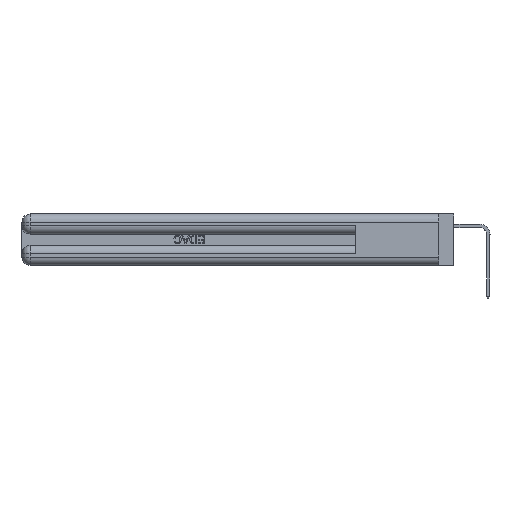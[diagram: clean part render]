
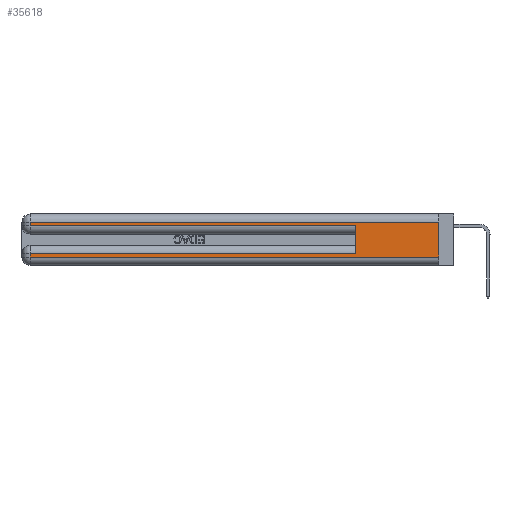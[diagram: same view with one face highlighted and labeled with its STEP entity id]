
A CAD part, left-side view. The second image highlights one B-rep face of the part: STEP entity #35618.
In plain terms, the highlighted planar face has unit normal (-1, 0, 0).
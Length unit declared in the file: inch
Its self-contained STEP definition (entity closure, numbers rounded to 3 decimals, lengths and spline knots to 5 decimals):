
#51 = LINE ( 'NONE', #29405, #47173 ) ;
#259 = AXIS2_PLACEMENT_3D ( 'NONE', #37600, #14908, #41465 ) ;
#876 = CARTESIAN_POINT ( 'NONE',  ( 0., 0., 0.37 ) ) ;
#1980 = LINE ( 'NONE', #33041, #32398 ) ;
#3209 = VERTEX_POINT ( 'NONE', #40047 ) ;
#3541 = CARTESIAN_POINT ( 'NONE',  ( 0., 0.6, 0.085 ) ) ;
#3837 = CARTESIAN_POINT ( 'NONE',  ( 0., 2.94, 0.285 ) ) ;
#4105 = EDGE_CURVE ( 'NONE', #24413, #3209, #16322, .T. ) ;
#6625 = EDGE_CURVE ( 'NONE', #25927, #3209, #16542, .T. ) ;
#6899 = CARTESIAN_POINT ( 'NONE',  ( 0., 2.94, 0.37 ) ) ;
#8182 = FACE_OUTER_BOUND ( 'NONE', #35070, .T. ) ;
#8352 = LINE ( 'NONE', #34097, #46331 ) ;
#8910 = EDGE_CURVE ( 'NONE', #43406, #23589, #1980, .T. ) ;
#10657 = DIRECTION ( 'NONE',  ( 0., 1., 0. ) ) ;
#10739 = DIRECTION ( 'NONE',  ( 0., 0., -1. ) ) ;
#11131 = PLANE ( 'NONE',  #259 ) ;
#12369 = DIRECTION ( 'NONE',  ( 0., 0., -1. ) ) ;
#14908 = DIRECTION ( 'NONE',  ( 1., 0., 0. ) ) ;
#15008 = ORIENTED_EDGE ( 'NONE', *, *, #31469, .T. ) ;
#16322 = LINE ( 'NONE', #876, #45448 ) ;
#16542 = LINE ( 'NONE', #31107, #45672 ) ;
#16815 = ORIENTED_EDGE ( 'NONE', *, *, #48631, .T. ) ;
#17346 = LINE ( 'NONE', #6899, #35149 ) ;
#17770 = ORIENTED_EDGE ( 'NONE', *, *, #6625, .T. ) ;
#17937 = CARTESIAN_POINT ( 'NONE',  ( 0., 0., 0.31 ) ) ;
#19344 = EDGE_CURVE ( 'NONE', #23589, #25927, #8352, .T. ) ;
#21029 = VERTEX_POINT ( 'NONE', #41102 ) ;
#21494 = ORIENTED_EDGE ( 'NONE', *, *, #30824, .T. ) ;
#21581 = EDGE_CURVE ( 'NONE', #43406, #28056, #34767, .T. ) ;
#22202 = CARTESIAN_POINT ( 'NONE',  ( 0., 0.6, 0.285 ) ) ;
#23447 = DIRECTION ( 'NONE',  ( 0., -1., 0. ) ) ;
#23589 = VERTEX_POINT ( 'NONE', #35910 ) ;
#23915 = CARTESIAN_POINT ( 'NONE',  ( 0., 2.94, 0.06 ) ) ;
#24413 = VERTEX_POINT ( 'NONE', #17937 ) ;
#25517 = CARTESIAN_POINT ( 'NONE',  ( 0., 0.6, 0.145 ) ) ;
#25526 = DIRECTION ( 'NONE',  ( 0., 1., 0. ) ) ;
#25927 = VERTEX_POINT ( 'NONE', #23915 ) ;
#27460 = LINE ( 'NONE', #37155, #45330 ) ;
#28056 = VERTEX_POINT ( 'NONE', #22202 ) ;
#29405 = CARTESIAN_POINT ( 'NONE',  ( 0., 0., 0.285 ) ) ;
#30824 = EDGE_CURVE ( 'NONE', #48749, #28056, #51, .T. ) ;
#31107 = CARTESIAN_POINT ( 'NONE',  ( 0., 0., 0.06 ) ) ;
#31469 = EDGE_CURVE ( 'NONE', #24413, #21029, #27460, .T. ) ;
#32398 = VECTOR ( 'NONE', #25526, 39.37008 ) ;
#33041 = CARTESIAN_POINT ( 'NONE',  ( 0., 0., 0.085 ) ) ;
#34097 = CARTESIAN_POINT ( 'NONE',  ( 0., 2.94, 0.37 ) ) ;
#34767 = LINE ( 'NONE', #25517, #43712 ) ;
#35070 = EDGE_LOOP ( 'NONE', ( #38710, #15008, #16815, #21494, #44110, #45030, #44496, #17770 ) ) ;
#35149 = VECTOR ( 'NONE', #10739, 39.37008 ) ;
#35618 = ADVANCED_FACE ( 'NONE', ( #8182 ), #11131, .F. ) ;
#35910 = CARTESIAN_POINT ( 'NONE',  ( 0., 2.94, 0.085 ) ) ;
#37155 = CARTESIAN_POINT ( 'NONE',  ( 0., 0., 0.31 ) ) ;
#37600 = CARTESIAN_POINT ( 'NONE',  ( 0., 0., 0.37 ) ) ;
#37904 = DIRECTION ( 'NONE',  ( 0., 0., -1. ) ) ;
#38710 = ORIENTED_EDGE ( 'NONE', *, *, #4105, .F. ) ;
#40047 = CARTESIAN_POINT ( 'NONE',  ( 0., 0., 0.06 ) ) ;
#41102 = CARTESIAN_POINT ( 'NONE',  ( 0., 2.94, 0.31 ) ) ;
#41465 = DIRECTION ( 'NONE',  ( 0., 0., -1. ) ) ;
#43406 = VERTEX_POINT ( 'NONE', #3541 ) ;
#43712 = VECTOR ( 'NONE', #48310, 39.37008 ) ;
#44110 = ORIENTED_EDGE ( 'NONE', *, *, #21581, .F. ) ;
#44496 = ORIENTED_EDGE ( 'NONE', *, *, #19344, .T. ) ;
#44708 = DIRECTION ( 'NONE',  ( 0., -1., 0. ) ) ;
#45030 = ORIENTED_EDGE ( 'NONE', *, *, #8910, .T. ) ;
#45330 = VECTOR ( 'NONE', #10657, 39.37008 ) ;
#45448 = VECTOR ( 'NONE', #12369, 39.37008 ) ;
#45672 = VECTOR ( 'NONE', #23447, 39.37008 ) ;
#46331 = VECTOR ( 'NONE', #37904, 39.37008 ) ;
#47173 = VECTOR ( 'NONE', #44708, 39.37008 ) ;
#48310 = DIRECTION ( 'NONE',  ( 0., 0., 1. ) ) ;
#48631 = EDGE_CURVE ( 'NONE', #21029, #48749, #17346, .T. ) ;
#48749 = VERTEX_POINT ( 'NONE', #3837 ) ;
